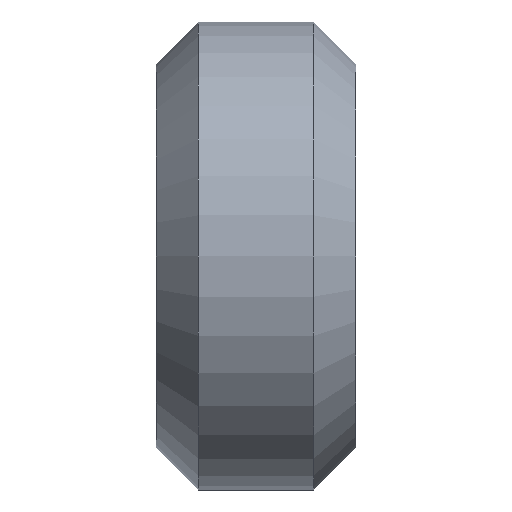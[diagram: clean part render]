
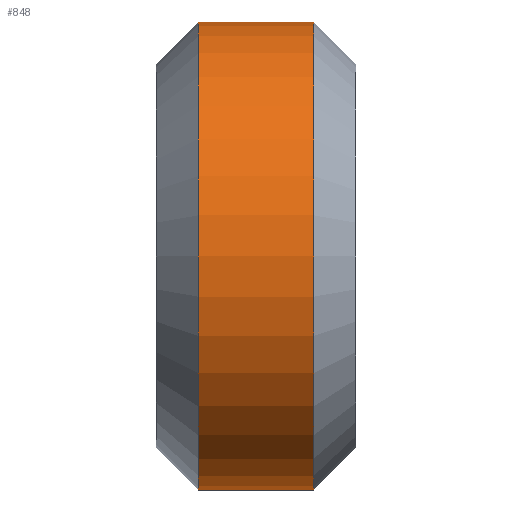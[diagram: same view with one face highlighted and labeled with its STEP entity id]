
A CAD part, front view. The second image highlights one B-rep face of the part: STEP entity #848.
In plain terms, the highlighted cylindrical face has radius 11.95 mm (diameter 23.9 mm), a partial arc.
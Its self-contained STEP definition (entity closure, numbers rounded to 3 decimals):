
#182 = VERTEX_POINT('',#183);
#183 = CARTESIAN_POINT('',(-2.95,0.,11.95));
#197 = CONICAL_SURFACE('',#198,11.95,0.785);
#198 = AXIS2_PLACEMENT_3D('',#199,#200,#201);
#199 = CARTESIAN_POINT('',(-2.95,0.,0.));
#200 = DIRECTION('',(1.,-0.,-0.));
#201 = DIRECTION('',(0.,0.,-1.));
#210 = VERTEX_POINT('',#211);
#211 = CARTESIAN_POINT('',(-2.95,0.,-11.95));
#226 = CYLINDRICAL_SURFACE('',#227,11.95);
#227 = AXIS2_PLACEMENT_3D('',#228,#229,#230);
#228 = CARTESIAN_POINT('',(0.,0.,0.));
#229 = DIRECTION('',(1.,-0.,-0.));
#230 = DIRECTION('',(0.,0.,-1.));
#263 = EDGE_CURVE('',#182,#264,#266,.T.);
#264 = VERTEX_POINT('',#265);
#265 = CARTESIAN_POINT('',(2.95,0.,11.95));
#266 = SURFACE_CURVE('',#267,(#271,#278),.PCURVE_S1.);
#267 = LINE('',#268,#269);
#268 = CARTESIAN_POINT('',(0.,0.,11.95));
#269 = VECTOR('',#270,1.);
#270 = DIRECTION('',(1.,-0.,-0.));
#271 = PCURVE('',#226,#272);
#272 = DEFINITIONAL_REPRESENTATION('',(#273),#277);
#273 = LINE('',#274,#275);
#274 = CARTESIAN_POINT('',(3.142,0.));
#275 = VECTOR('',#276,1.);
#276 = DIRECTION('',(0.,1.));
#277 = ( GEOMETRIC_REPRESENTATION_CONTEXT(2) 
PARAMETRIC_REPRESENTATION_CONTEXT() REPRESENTATION_CONTEXT('2D SPACE',''
  ) );
#278 = PCURVE('',#279,#284);
#279 = CYLINDRICAL_SURFACE('',#280,11.95);
#280 = AXIS2_PLACEMENT_3D('',#281,#282,#283);
#281 = CARTESIAN_POINT('',(0.,0.,0.));
#282 = DIRECTION('',(1.,-0.,-0.));
#283 = DIRECTION('',(0.,0.,-1.));
#284 = DEFINITIONAL_REPRESENTATION('',(#285),#289);
#285 = LINE('',#286,#287);
#286 = CARTESIAN_POINT('',(3.142,0.));
#287 = VECTOR('',#288,1.);
#288 = DIRECTION('',(0.,1.));
#289 = ( GEOMETRIC_REPRESENTATION_CONTEXT(2) 
PARAMETRIC_REPRESENTATION_CONTEXT() REPRESENTATION_CONTEXT('2D SPACE',''
  ) );
#292 = VERTEX_POINT('',#293);
#293 = CARTESIAN_POINT('',(2.95,0.,-11.95));
#320 = EDGE_CURVE('',#210,#292,#321,.T.);
#321 = SURFACE_CURVE('',#322,(#326,#333),.PCURVE_S1.);
#322 = LINE('',#323,#324);
#323 = CARTESIAN_POINT('',(0.,0.,-11.95));
#324 = VECTOR('',#325,1.);
#325 = DIRECTION('',(1.,-0.,-0.));
#326 = PCURVE('',#226,#327);
#327 = DEFINITIONAL_REPRESENTATION('',(#328),#332);
#328 = LINE('',#329,#330);
#329 = CARTESIAN_POINT('',(0.,0.));
#330 = VECTOR('',#331,1.);
#331 = DIRECTION('',(0.,1.));
#332 = ( GEOMETRIC_REPRESENTATION_CONTEXT(2) 
PARAMETRIC_REPRESENTATION_CONTEXT() REPRESENTATION_CONTEXT('2D SPACE',''
  ) );
#333 = PCURVE('',#279,#334);
#334 = DEFINITIONAL_REPRESENTATION('',(#335),#339);
#335 = LINE('',#336,#337);
#336 = CARTESIAN_POINT('',(6.283,0.));
#337 = VECTOR('',#338,1.);
#338 = DIRECTION('',(0.,1.));
#339 = ( GEOMETRIC_REPRESENTATION_CONTEXT(2) 
PARAMETRIC_REPRESENTATION_CONTEXT() REPRESENTATION_CONTEXT('2D SPACE',''
  ) );
#389 = CONICAL_SURFACE('',#390,9.8,0.785);
#390 = AXIS2_PLACEMENT_3D('',#391,#392,#393);
#391 = CARTESIAN_POINT('',(5.1,0.,0.));
#392 = DIRECTION('',(-1.,0.,0.));
#393 = DIRECTION('',(0.,0.,1.));
#827 = EDGE_CURVE('',#264,#292,#828,.T.);
#828 = SURFACE_CURVE('',#829,(#834,#841),.PCURVE_S1.);
#829 = CIRCLE('',#830,11.95);
#830 = AXIS2_PLACEMENT_3D('',#831,#832,#833);
#831 = CARTESIAN_POINT('',(2.95,0.,0.));
#832 = DIRECTION('',(1.,-0.,0.));
#833 = DIRECTION('',(0.,0.,-1.));
#834 = PCURVE('',#389,#835);
#835 = DEFINITIONAL_REPRESENTATION('',(#836),#840);
#836 = LINE('',#837,#838);
#837 = CARTESIAN_POINT('',(9.425,2.15));
#838 = VECTOR('',#839,1.);
#839 = DIRECTION('',(-1.,0.));
#840 = ( GEOMETRIC_REPRESENTATION_CONTEXT(2) 
PARAMETRIC_REPRESENTATION_CONTEXT() REPRESENTATION_CONTEXT('2D SPACE',''
  ) );
#841 = PCURVE('',#279,#842);
#842 = DEFINITIONAL_REPRESENTATION('',(#843),#847);
#843 = LINE('',#844,#845);
#844 = CARTESIAN_POINT('',(0.,2.95));
#845 = VECTOR('',#846,1.);
#846 = DIRECTION('',(1.,0.));
#847 = ( GEOMETRIC_REPRESENTATION_CONTEXT(2) 
PARAMETRIC_REPRESENTATION_CONTEXT() REPRESENTATION_CONTEXT('2D SPACE',''
  ) );
#848 = ADVANCED_FACE('',(#849),#279,.T.);
#849 = FACE_BOUND('',#850,.T.);
#850 = EDGE_LOOP('',(#851,#852,#874,#875));
#851 = ORIENTED_EDGE('',*,*,#263,.F.);
#852 = ORIENTED_EDGE('',*,*,#853,.T.);
#853 = EDGE_CURVE('',#182,#210,#854,.T.);
#854 = SURFACE_CURVE('',#855,(#860,#867),.PCURVE_S1.);
#855 = CIRCLE('',#856,11.95);
#856 = AXIS2_PLACEMENT_3D('',#857,#858,#859);
#857 = CARTESIAN_POINT('',(-2.95,0.,0.));
#858 = DIRECTION('',(1.,-0.,0.));
#859 = DIRECTION('',(0.,0.,-1.));
#860 = PCURVE('',#279,#861);
#861 = DEFINITIONAL_REPRESENTATION('',(#862),#866);
#862 = LINE('',#863,#864);
#863 = CARTESIAN_POINT('',(0.,-2.95));
#864 = VECTOR('',#865,1.);
#865 = DIRECTION('',(1.,0.));
#866 = ( GEOMETRIC_REPRESENTATION_CONTEXT(2) 
PARAMETRIC_REPRESENTATION_CONTEXT() REPRESENTATION_CONTEXT('2D SPACE',''
  ) );
#867 = PCURVE('',#197,#868);
#868 = DEFINITIONAL_REPRESENTATION('',(#869),#873);
#869 = LINE('',#870,#871);
#870 = CARTESIAN_POINT('',(0.,0.));
#871 = VECTOR('',#872,1.);
#872 = DIRECTION('',(1.,0.));
#873 = ( GEOMETRIC_REPRESENTATION_CONTEXT(2) 
PARAMETRIC_REPRESENTATION_CONTEXT() REPRESENTATION_CONTEXT('2D SPACE',''
  ) );
#874 = ORIENTED_EDGE('',*,*,#320,.T.);
#875 = ORIENTED_EDGE('',*,*,#827,.F.);
